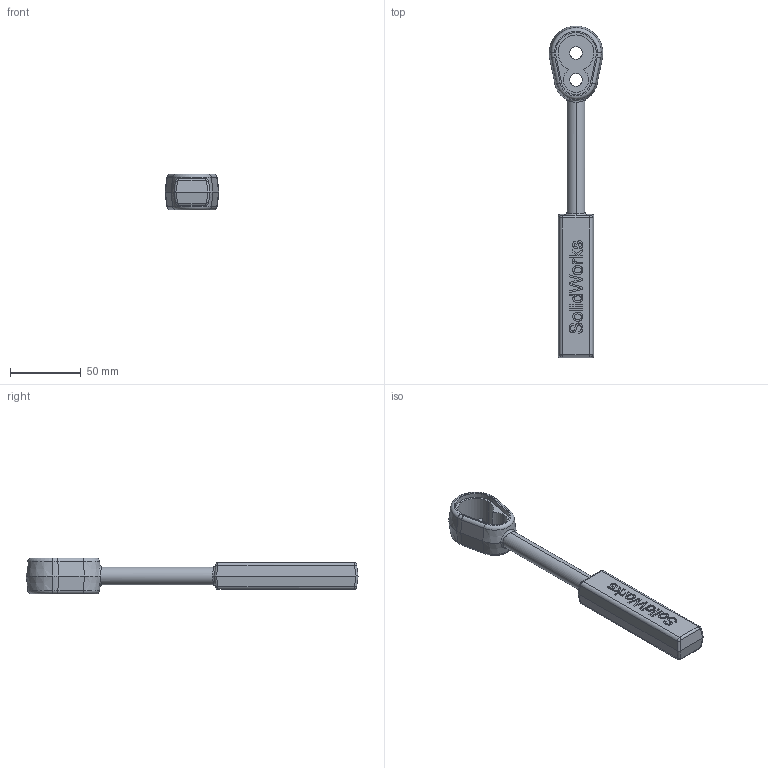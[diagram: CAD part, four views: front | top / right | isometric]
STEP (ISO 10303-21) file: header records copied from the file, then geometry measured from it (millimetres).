
FILE_DESCRIPTION (( 'STEP AP203' ), '1' );
FILE_NAME ('E3.STEP', '2026-01-05T21:33:00', ( '' ), ( '' ), 'SwSTEP 2.0', 'SolidWorks 2026', '' );
FILE_SCHEMA (( 'CONFIG_CONTROL_DESIGN' ));
Length unit declared in the file: inch
Products named in the file (1): E3
Bounding box: 38.1 x 234.95 x 25.4 mm (x, y, z)
Volume: 76066.3 mm3; surface area: 20754 mm2
Topology: 1 solids, 1 shells, 219 faces, 555 edges, 354 vertices
Faces by surface type: plane 86, bspline 81, cylinder 36, torus 8, cone 8
Entity records: 10615 total; most frequent: CARTESIAN_POINT 5822, ORIENTED_EDGE 1110, DIRECTION 740, EDGE_CURVE 555, VERTEX_POINT 354, LINE 304, VECTOR 304, EDGE_LOOP 239
